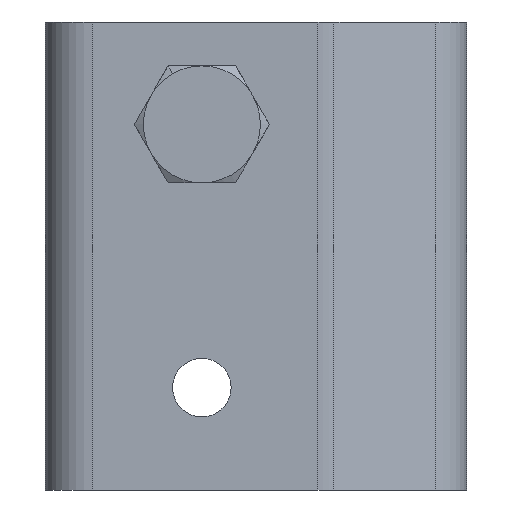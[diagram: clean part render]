
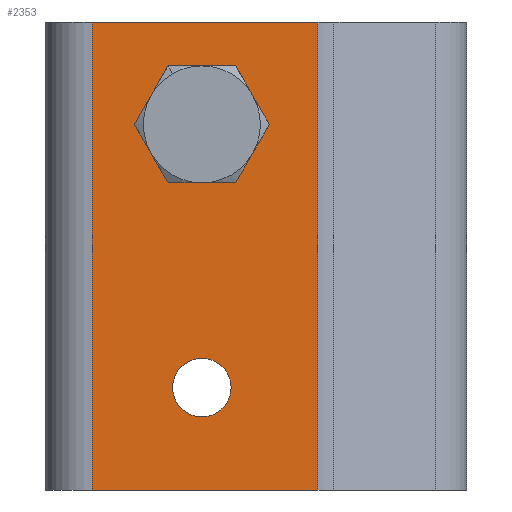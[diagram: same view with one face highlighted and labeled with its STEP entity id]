
A CAD part, left-side view. The second image highlights one B-rep face of the part: STEP entity #2353.
In plain terms, the highlighted planar face has unit normal (-1, 0, 0).
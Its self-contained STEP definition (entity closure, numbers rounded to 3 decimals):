
#20 = LINE ( 'NONE', #2268, #2335 ) ;
#23 = DIRECTION ( 'NONE',  ( -1., 0., 0. ) ) ;
#63 = ORIENTED_EDGE ( 'NONE', *, *, #2224, .F. ) ;
#139 = PLANE ( 'NONE',  #972 ) ;
#154 = DIRECTION ( 'NONE',  ( -1., 0., 0. ) ) ;
#173 = VERTEX_POINT ( 'NONE', #884 ) ;
#180 = CARTESIAN_POINT ( 'NONE',  ( -18.688, 49.917, 55.969 ) ) ;
#228 = FACE_BOUND ( 'NONE', #1157, .T. ) ;
#304 = VERTEX_POINT ( 'NONE', #1466 ) ;
#339 = CARTESIAN_POINT ( 'NONE',  ( -18.688, 40.544, 47.219 ) ) ;
#354 = DIRECTION ( 'NONE',  ( 0., 1., 0. ) ) ;
#393 = ORIENTED_EDGE ( 'NONE', *, *, #2157, .T. ) ;
#445 = LINE ( 'NONE', #753, #1580 ) ;
#472 = CIRCLE ( 'NONE', #2027, 2.5 ) ;
#483 = ORIENTED_EDGE ( 'NONE', *, *, #1258, .F. ) ;
#526 = VERTEX_POINT ( 'NONE', #1276 ) ;
#580 = DIRECTION ( 'NONE',  ( 0., -1., 0. ) ) ;
#747 = DIRECTION ( 'NONE',  ( 0., -1., 0. ) ) ;
#753 = CARTESIAN_POINT ( 'NONE',  ( -18.688, 49.917, 15.969 ) ) ;
#765 = FACE_OUTER_BOUND ( 'NONE', #2260, .T. ) ;
#799 = DIRECTION ( 'NONE',  ( 0., 0., -1. ) ) ;
#884 = CARTESIAN_POINT ( 'NONE',  ( -18.688, 30.622, 55.969 ) ) ;
#916 = DIRECTION ( 'NONE',  ( -1., 0., 0. ) ) ;
#928 = DIRECTION ( 'NONE',  ( -1., 0., 0. ) ) ;
#936 = DIRECTION ( 'NONE',  ( 0., -1., 0. ) ) ;
#962 = AXIS2_PLACEMENT_3D ( 'NONE', #2089, #1311, #1819 ) ;
#972 = AXIS2_PLACEMENT_3D ( 'NONE', #2247, #928, #2257 ) ;
#986 = CARTESIAN_POINT ( 'NONE',  ( -18.688, 30.622, 55.969 ) ) ;
#1087 = VERTEX_POINT ( 'NONE', #2080 ) ;
#1109 = DIRECTION ( 'NONE',  ( 0., 0., -1. ) ) ;
#1117 = EDGE_CURVE ( 'NONE', #173, #1526, #20, .T. ) ;
#1157 = EDGE_LOOP ( 'NONE', ( #1446, #483 ) ) ;
#1168 = CARTESIAN_POINT ( 'NONE',  ( -18.688, 40.544, 27.219 ) ) ;
#1258 = EDGE_CURVE ( 'NONE', #304, #526, #1948, .T. ) ;
#1276 = CARTESIAN_POINT ( 'NONE',  ( -18.688, 40.544, 44.719 ) ) ;
#1311 = DIRECTION ( 'NONE',  ( -1., 0., 0. ) ) ;
#1315 = CARTESIAN_POINT ( 'NONE',  ( -18.688, 49.917, 15.969 ) ) ;
#1321 = VECTOR ( 'NONE', #1109, 1000. ) ;
#1352 = EDGE_CURVE ( 'NONE', #173, #1947, #2219, .T. ) ;
#1392 = EDGE_CURVE ( 'NONE', #1947, #1539, #445, .T. ) ;
#1443 = FACE_BOUND ( 'NONE', #1748, .T. ) ;
#1446 = ORIENTED_EDGE ( 'NONE', *, *, #2295, .F. ) ;
#1466 = CARTESIAN_POINT ( 'NONE',  ( -18.688, 40.544, 49.719 ) ) ;
#1526 = VERTEX_POINT ( 'NONE', #2230 ) ;
#1527 = CARTESIAN_POINT ( 'NONE',  ( -18.688, 40.544, 47.219 ) ) ;
#1539 = VERTEX_POINT ( 'NONE', #1315 ) ;
#1568 = VERTEX_POINT ( 'NONE', #1168 ) ;
#1580 = VECTOR ( 'NONE', #2444, 1000. ) ;
#1629 = LINE ( 'NONE', #180, #1321 ) ;
#1665 = AXIS2_PLACEMENT_3D ( 'NONE', #1527, #23, #580 ) ;
#1722 = ORIENTED_EDGE ( 'NONE', *, *, #1117, .T. ) ;
#1748 = EDGE_LOOP ( 'NONE', ( #63, #1770 ) ) ;
#1770 = ORIENTED_EDGE ( 'NONE', *, *, #2319, .F. ) ;
#1819 = DIRECTION ( 'NONE',  ( 0., -1., 0. ) ) ;
#1825 = ORIENTED_EDGE ( 'NONE', *, *, #1352, .F. ) ;
#1867 = CARTESIAN_POINT ( 'NONE',  ( -18.688, 40.544, 24.719 ) ) ;
#1922 = VECTOR ( 'NONE', #799, 1000. ) ;
#1938 = AXIS2_PLACEMENT_3D ( 'NONE', #1867, #916, #747 ) ;
#1947 = VERTEX_POINT ( 'NONE', #2169 ) ;
#1948 = CIRCLE ( 'NONE', #1665, 2.5 ) ;
#2012 = CIRCLE ( 'NONE', #1938, 2.5 ) ;
#2027 = AXIS2_PLACEMENT_3D ( 'NONE', #339, #154, #936 ) ;
#2080 = CARTESIAN_POINT ( 'NONE',  ( -18.688, 40.544, 22.219 ) ) ;
#2089 = CARTESIAN_POINT ( 'NONE',  ( -18.688, 40.544, 24.719 ) ) ;
#2157 = EDGE_CURVE ( 'NONE', #1526, #1539, #1629, .T. ) ;
#2165 = ORIENTED_EDGE ( 'NONE', *, *, #1392, .F. ) ;
#2169 = CARTESIAN_POINT ( 'NONE',  ( -18.688, 30.622, 15.969 ) ) ;
#2219 = LINE ( 'NONE', #986, #1922 ) ;
#2224 = EDGE_CURVE ( 'NONE', #1087, #1568, #2338, .T. ) ;
#2230 = CARTESIAN_POINT ( 'NONE',  ( -18.688, 49.917, 55.969 ) ) ;
#2247 = CARTESIAN_POINT ( 'NONE',  ( -18.688, 49.917, 55.969 ) ) ;
#2257 = DIRECTION ( 'NONE',  ( 0., -1., 0. ) ) ;
#2260 = EDGE_LOOP ( 'NONE', ( #2165, #1825, #1722, #393 ) ) ;
#2268 = CARTESIAN_POINT ( 'NONE',  ( -18.688, 49.917, 55.969 ) ) ;
#2295 = EDGE_CURVE ( 'NONE', #526, #304, #472, .T. ) ;
#2319 = EDGE_CURVE ( 'NONE', #1568, #1087, #2012, .T. ) ;
#2335 = VECTOR ( 'NONE', #354, 1000. ) ;
#2338 = CIRCLE ( 'NONE', #962, 2.5 ) ;
#2353 = ADVANCED_FACE ( 'NONE', ( #228, #1443, #765 ), #139, .T. ) ;
#2444 = DIRECTION ( 'NONE',  ( 0., 1., 0. ) ) ;
